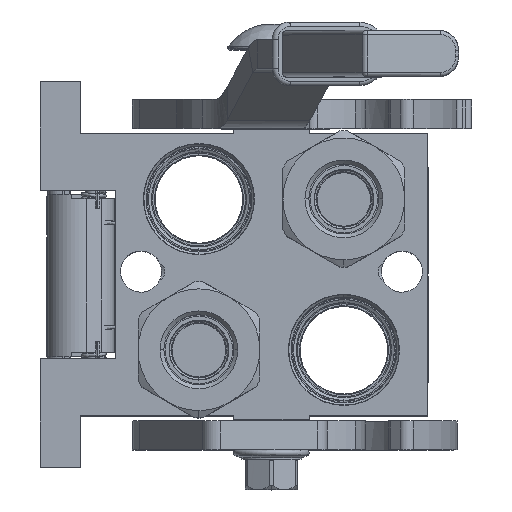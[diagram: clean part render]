
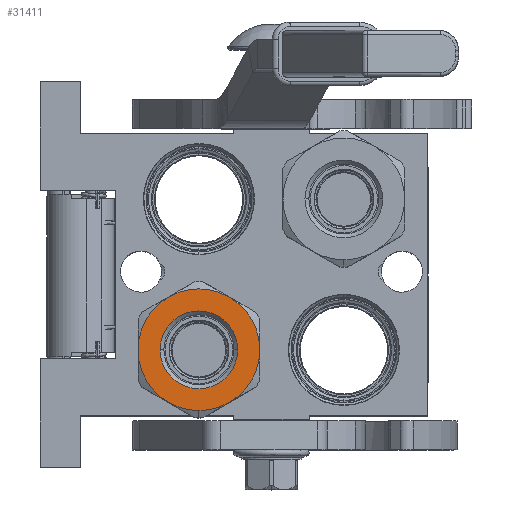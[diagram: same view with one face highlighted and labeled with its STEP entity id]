
A CAD part, top view. The second image highlights one B-rep face of the part: STEP entity #31411.
In plain terms, the highlighted face is planar.
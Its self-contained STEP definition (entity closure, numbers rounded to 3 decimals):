
#104 = AXIS2_PLACEMENT_3D ( 'NONE', #39532, #9918, #58154 ) ;
#1838 = CARTESIAN_POINT ( 'NONE',  ( 100.6, -10.5, -18.187 ) ) ;
#4010 = DIRECTION ( 'NONE',  ( -1., 0., 0. ) ) ;
#4784 = DIRECTION ( 'NONE',  ( 0., 0.5, 0.866 ) ) ;
#5026 = VERTEX_POINT ( 'NONE', #75400 ) ;
#6774 = AXIS2_PLACEMENT_3D ( 'NONE', #62145, #43088, #4784 ) ;
#7905 = VERTEX_POINT ( 'NONE', #10584 ) ;
#8740 = AXIS2_PLACEMENT_3D ( 'NONE', #89836, #40651, #70015 ) ;
#9463 = FACE_OUTER_BOUND ( 'NONE', #91594, .T. ) ;
#9918 = DIRECTION ( 'NONE',  ( -1., 0., 0. ) ) ;
#10508 = ORIENTED_EDGE ( 'NONE', *, *, #38730, .T. ) ;
#10584 = CARTESIAN_POINT ( 'NONE',  ( 100.6, 13.4, 0. ) ) ;
#10729 = DIRECTION ( 'NONE',  ( 0., 1., 0. ) ) ;
#11592 = ORIENTED_EDGE ( 'NONE', *, *, #22860, .T. ) ;
#14115 = CARTESIAN_POINT ( 'NONE',  ( 100.6, 21., 0. ) ) ;
#17453 = VERTEX_POINT ( 'NONE', #69335 ) ;
#20712 = CARTESIAN_POINT ( 'NONE',  ( 100.6, 0., 0. ) ) ;
#21643 = PLANE ( 'NONE',  #122406 ) ;
#22860 = EDGE_CURVE ( 'NONE', #41537, #17453, #91307, .T. ) ;
#23684 = CIRCLE ( 'NONE', #25522, 21. ) ;
#25476 = ORIENTED_EDGE ( 'NONE', *, *, #92554, .T. ) ;
#25522 = AXIS2_PLACEMENT_3D ( 'NONE', #87085, #39526, #85882 ) ;
#26057 = CIRCLE ( 'NONE', #79784, 21. ) ;
#26250 = CARTESIAN_POINT ( 'NONE',  ( 100.6, 0., 0. ) ) ;
#28577 = EDGE_LOOP ( 'NONE', ( #10508, #115108 ) ) ;
#30996 = CIRCLE ( 'NONE', #6774, 21. ) ;
#31411 = ADVANCED_FACE ( 'NONE', ( #9463, #106920 ), #21643, .F. ) ;
#31632 = DIRECTION ( 'NONE',  ( 0., -1., 0. ) ) ;
#35237 = CARTESIAN_POINT ( 'NONE',  ( 100.6, 10.5, 18.187 ) ) ;
#37671 = ORIENTED_EDGE ( 'NONE', *, *, #91239, .F. ) ;
#38730 = EDGE_CURVE ( 'NONE', #5026, #7905, #88309, .T. ) ;
#39526 = DIRECTION ( 'NONE',  ( -1., 0., 0. ) ) ;
#39532 = CARTESIAN_POINT ( 'NONE',  ( 100.6, 0., 0. ) ) ;
#40651 = DIRECTION ( 'NONE',  ( 1., 0., 0. ) ) ;
#41537 = VERTEX_POINT ( 'NONE', #87411 ) ;
#41952 = ORIENTED_EDGE ( 'NONE', *, *, #66976, .T. ) ;
#43088 = DIRECTION ( 'NONE',  ( 1., 0., 0. ) ) ;
#44586 = VERTEX_POINT ( 'NONE', #14115 ) ;
#45154 = DIRECTION ( 'NONE',  ( 1., 0., 0. ) ) ;
#48629 = CARTESIAN_POINT ( 'NONE',  ( 100.6, 0., 0. ) ) ;
#49445 = AXIS2_PLACEMENT_3D ( 'NONE', #83673, #84088, #112955 ) ;
#49477 = VERTEX_POINT ( 'NONE', #35237 ) ;
#49568 = CIRCLE ( 'NONE', #112548, 21. ) ;
#58154 = DIRECTION ( 'NONE',  ( 0., 1., 0. ) ) ;
#58494 = CIRCLE ( 'NONE', #104, 13.4 ) ;
#59006 = AXIS2_PLACEMENT_3D ( 'NONE', #107595, #4010, #31632 ) ;
#62145 = CARTESIAN_POINT ( 'NONE',  ( 100.6, 0., 0. ) ) ;
#65022 = CIRCLE ( 'NONE', #117965, 21. ) ;
#66976 = EDGE_CURVE ( 'NONE', #49477, #80794, #26057, .T. ) ;
#67474 = DIRECTION ( 'NONE',  ( 0., 0., 1. ) ) ;
#67655 = DIRECTION ( 'NONE',  ( -1., 0., 0. ) ) ;
#69335 = CARTESIAN_POINT ( 'NONE',  ( 100.6, -21., 0. ) ) ;
#70015 = DIRECTION ( 'NONE',  ( 0., -1., 0. ) ) ;
#70442 = VERTEX_POINT ( 'NONE', #72638 ) ;
#71808 = ORIENTED_EDGE ( 'NONE', *, *, #114909, .T. ) ;
#72638 = CARTESIAN_POINT ( 'NONE',  ( 100.6, 10.5, -18.187 ) ) ;
#75400 = CARTESIAN_POINT ( 'NONE',  ( 100.6, -13.4, 0. ) ) ;
#75608 = ORIENTED_EDGE ( 'NONE', *, *, #91258, .F. ) ;
#76451 = DIRECTION ( 'NONE',  ( 0., -0.5, -0.866 ) ) ;
#79784 = AXIS2_PLACEMENT_3D ( 'NONE', #26250, #45154, #92346 ) ;
#80794 = VERTEX_POINT ( 'NONE', #87947 ) ;
#83673 = CARTESIAN_POINT ( 'NONE',  ( 100.6, 0., 0. ) ) ;
#84088 = DIRECTION ( 'NONE',  ( 1., 0., 0. ) ) ;
#85882 = DIRECTION ( 'NONE',  ( 0., 0.5, 0.866 ) ) ;
#86156 = ORIENTED_EDGE ( 'NONE', *, *, #118516, .T. ) ;
#86495 = DIRECTION ( 'NONE',  ( -1., 0., 0. ) ) ;
#87085 = CARTESIAN_POINT ( 'NONE',  ( 100.6, 0., 0. ) ) ;
#87411 = CARTESIAN_POINT ( 'NONE',  ( 100.6, -10.5, 18.187 ) ) ;
#87947 = CARTESIAN_POINT ( 'NONE',  ( 100.6, 0., 21. ) ) ;
#88309 = CIRCLE ( 'NONE', #59006, 13.4 ) ;
#88655 = CIRCLE ( 'NONE', #8740, 21. ) ;
#89836 = CARTESIAN_POINT ( 'NONE',  ( 100.6, 0., 0. ) ) ;
#91239 = EDGE_CURVE ( 'NONE', #49477, #44586, #23684, .T. ) ;
#91258 = EDGE_CURVE ( 'NONE', #44586, #70442, #65022, .T. ) ;
#91307 = CIRCLE ( 'NONE', #49445, 21. ) ;
#91594 = EDGE_LOOP ( 'NONE', ( #11592, #25476, #71808, #75608, #37671, #41952, #86156 ) ) ;
#92346 = DIRECTION ( 'NONE',  ( 0., 0.5, 0.866 ) ) ;
#92554 = EDGE_CURVE ( 'NONE', #17453, #114533, #88655, .T. ) ;
#95550 = CARTESIAN_POINT ( 'NONE',  ( 100.6, 0., 0. ) ) ;
#106920 = FACE_BOUND ( 'NONE', #28577, .T. ) ;
#107595 = CARTESIAN_POINT ( 'NONE',  ( 100.6, 0., 0. ) ) ;
#112356 = EDGE_CURVE ( 'NONE', #7905, #5026, #58494, .T. ) ;
#112548 = AXIS2_PLACEMENT_3D ( 'NONE', #20712, #113185, #76451 ) ;
#112955 = DIRECTION ( 'NONE',  ( 0., -0.5, 0.866 ) ) ;
#113185 = DIRECTION ( 'NONE',  ( 1., 0., 0. ) ) ;
#114533 = VERTEX_POINT ( 'NONE', #1838 ) ;
#114909 = EDGE_CURVE ( 'NONE', #114533, #70442, #49568, .T. ) ;
#115108 = ORIENTED_EDGE ( 'NONE', *, *, #112356, .T. ) ;
#117965 = AXIS2_PLACEMENT_3D ( 'NONE', #48629, #67655, #10729 ) ;
#118516 = EDGE_CURVE ( 'NONE', #80794, #41537, #30996, .T. ) ;
#122406 = AXIS2_PLACEMENT_3D ( 'NONE', #95550, #86495, #67474 ) ;
